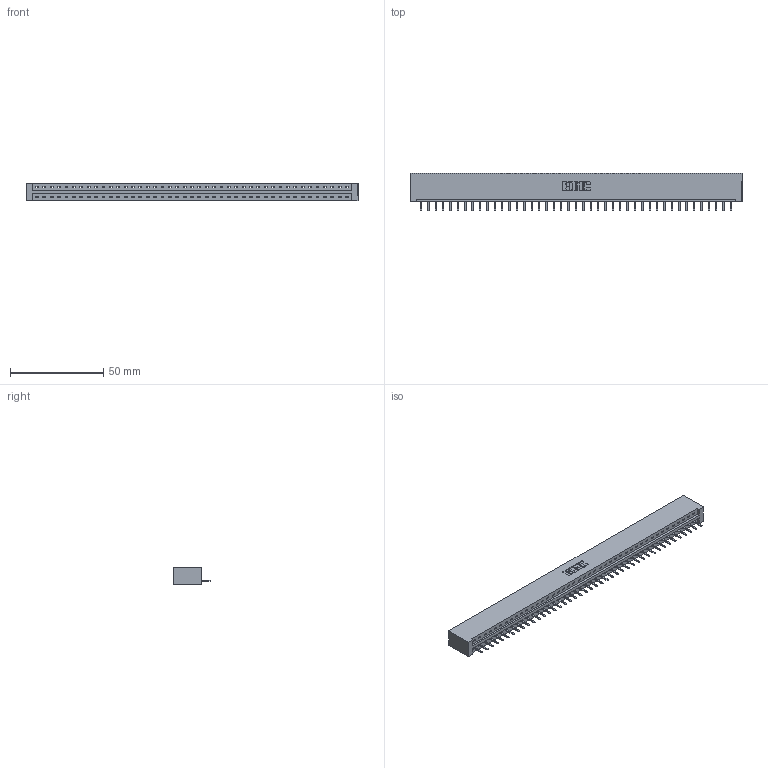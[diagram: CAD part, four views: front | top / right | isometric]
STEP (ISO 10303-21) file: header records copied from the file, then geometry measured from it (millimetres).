
FILE_DESCRIPTION (( 'STEP AP203' ), '1' );
FILE_NAME ('337-043-520-101.STEP', '2019-10-01T22:57:04', ( '' ), ( '' ), 'SwSTEP 2.0', 'SolidWorks 2016', '' );
FILE_SCHEMA (( 'CONFIG_CONTROL_DESIGN' ));
Length unit declared in the file: inch
Products named in the file (3): 345-292-001_345-293-120; 337-043-520-101; 337 Part_No Mounting Lugs
Assembly tree (44 placements, depth 2):
  337-043-520-101
    337 Part_No Mounting Lugs
    345-292-001_345-293-120  x43
Bounding box: 178.26 x 20.02 x 9.4 mm (x, y, z)
Volume: 19154.4 mm3; surface area: 19335 mm2
Topology: 44 solids, 44 shells, 2944 faces, 8715 edges, 5694 vertices
Faces by surface type: plane 2130, cylinder 814
Entity records: 31671 total; most frequent: CARTESIAN_POINT 5535, ORIENTED_EDGE 5502, DIRECTION 4637, EDGE_CURVE 2751, VECTOR 2627, LINE 2627, VERTEX_POINT 1830, AXIS2_PLACEMENT_3D 1005
